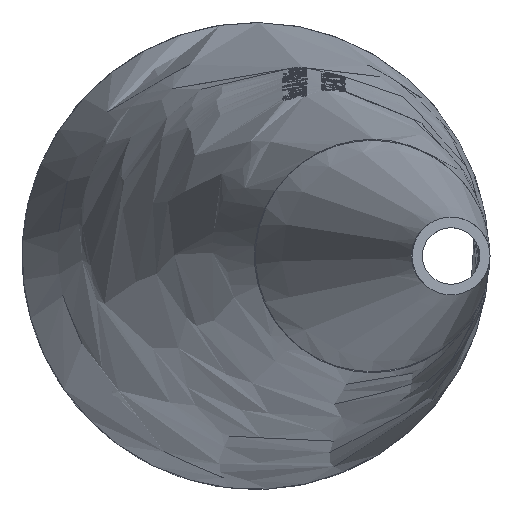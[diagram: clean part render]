
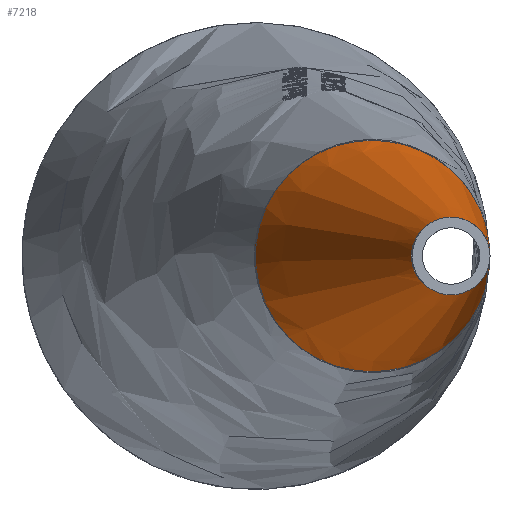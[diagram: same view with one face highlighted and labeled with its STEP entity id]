
A CAD part, left-side view. The second image highlights one B-rep face of the part: STEP entity #7218.
In plain terms, the highlighted conical face has half-angle 10.99 degrees and reference radius 13.06 mm.
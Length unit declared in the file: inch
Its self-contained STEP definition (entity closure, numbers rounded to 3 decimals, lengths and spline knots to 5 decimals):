
#13=CONICAL_SURFACE('',#7474,0.51418,10.99);
#417=ELLIPSE('',#7452,0.2525,0.24769);
#418=ELLIPSE('',#7462,0.757,0.74259);
#420=ELLIPSE('',#7468,0.757,0.74259);
#422=ELLIPSE('',#7473,0.2525,0.24769);
#423=ELLIPSE('',#7475,0.757,0.74259);
#424=ELLIPSE('',#7476,0.757,0.74259);
#464=FACE_BOUND('',#2058,.T.);
#1622=FACE_OUTER_BOUND('',#2057,.T.);
#2057=EDGE_LOOP('',(#6715,#6716,#6717,#6718));
#2058=EDGE_LOOP('',(#6719,#6720));
#2738=VERTEX_POINT('',#8431);
#2739=VERTEX_POINT('',#8432);
#2740=VERTEX_POINT('',#8434);
#2741=VERTEX_POINT('',#8436);
#3450=VERTEX_POINT('',#16665);
#3451=VERTEX_POINT('',#16666);
#4537=EDGE_CURVE('',#3450,#3451,#417,.T.);
#4542=EDGE_CURVE('',#2741,#2740,#418,.T.);
#4546=EDGE_CURVE('',#2739,#2738,#420,.T.);
#4549=EDGE_CURVE('',#3451,#3450,#422,.T.);
#4550=EDGE_CURVE('',#2741,#2738,#423,.T.);
#4551=EDGE_CURVE('',#2739,#2740,#424,.T.);
#6715=ORIENTED_EDGE('',*,*,#4546,.T.);
#6716=ORIENTED_EDGE('',*,*,#4550,.F.);
#6717=ORIENTED_EDGE('',*,*,#4542,.T.);
#6718=ORIENTED_EDGE('',*,*,#4551,.F.);
#6719=ORIENTED_EDGE('',*,*,#4549,.T.);
#6720=ORIENTED_EDGE('',*,*,#4537,.T.);
#7218=ADVANCED_FACE('',(#1622,#464),#13,.T.);
#7452=AXIS2_PLACEMENT_3D('',#16670,#8295,#8296);
#7462=AXIS2_PLACEMENT_3D('',#16684,#8315,#8316);
#7468=AXIS2_PLACEMENT_3D('',#16693,#8327,#8328);
#7473=AXIS2_PLACEMENT_3D('',#16700,#8337,#8338);
#7474=AXIS2_PLACEMENT_3D('',#16701,#8339,#8340);
#7475=AXIS2_PLACEMENT_3D('',#16702,#8341,#8342);
#7476=AXIS2_PLACEMENT_3D('',#16703,#8343,#8344);
#8295=DIRECTION('center_axis',(1.,0.,0.));
#8296=DIRECTION('ref_axis',(0.,-1.,0.));
#8315=DIRECTION('center_axis',(-1.,0.,0.));
#8316=DIRECTION('ref_axis',(0.,-1.,0.));
#8327=DIRECTION('center_axis',(-1.,0.,0.));
#8328=DIRECTION('ref_axis',(0.,-1.,0.));
#8337=DIRECTION('center_axis',(1.,0.,0.));
#8338=DIRECTION('ref_axis',(0.,-1.,0.));
#8339=DIRECTION('center_axis',(0.982,0.191,0.));
#8340=DIRECTION('ref_axis',(-0.191,0.982,0.));
#8341=DIRECTION('center_axis',(1.,0.,0.));
#8342=DIRECTION('ref_axis',(0.,-1.,0.));
#8343=DIRECTION('center_axis',(1.,0.,0.));
#8344=DIRECTION('ref_axis',(0.,-1.,0.));
#8431=CARTESIAN_POINT('',(0.,-0.54158,0.51884));
#8432=CARTESIAN_POINT('',(0.,-0.54158,-0.51884));
#8434=CARTESIAN_POINT('',(0.,0.54158,-0.51884));
#8436=CARTESIAN_POINT('',(0.,0.54158,0.51884));
#16665=CARTESIAN_POINT('',(-2.5,-0.38541,0.21841));
#16666=CARTESIAN_POINT('',(-2.5,-0.38541,-0.21841));
#16670=CARTESIAN_POINT('Origin',(-2.5,-0.5045,0.));
#16684=CARTESIAN_POINT('Origin',(0.,0.,0.));
#16693=CARTESIAN_POINT('Origin',(0.,0.,0.));
#16700=CARTESIAN_POINT('Origin',(-2.5,-0.5045,0.));
#16701=CARTESIAN_POINT('Origin',(-1.15198,-0.25225,0.));
#16702=CARTESIAN_POINT('Origin',(0.,0.,0.));
#16703=CARTESIAN_POINT('Origin',(0.,0.,0.));
